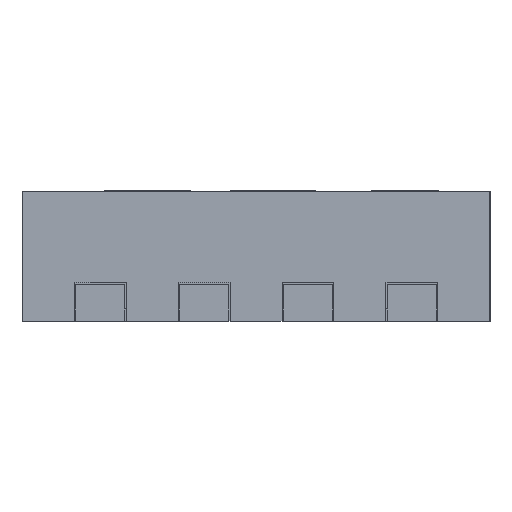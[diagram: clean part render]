
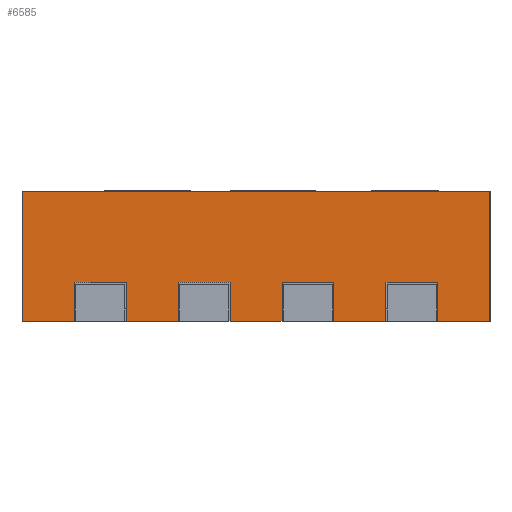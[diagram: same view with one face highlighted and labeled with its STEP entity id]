
A CAD part, left-side view. The second image highlights one B-rep face of the part: STEP entity #6585.
In plain terms, the highlighted planar face has unit normal (-1, 0, 0).
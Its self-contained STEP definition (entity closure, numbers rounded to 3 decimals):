
#23=DIRECTION('',(0.,-1.,0.));
#24=VECTOR('',#23,1.8);
#25=CARTESIAN_POINT('',(-1.3,0.9,0.5));
#26=LINE('',#25,#24);
#1098=DIRECTION('',(0.,0.,1.));
#1099=VECTOR('',#1098,0.15);
#1100=CARTESIAN_POINT('',(-1.3,-0.5,0.));
#1101=LINE('',#1100,#1099);
#1102=DIRECTION('',(0.,0.,1.));
#1103=VECTOR('',#1102,0.15);
#1104=CARTESIAN_POINT('',(-1.3,-0.3,0.));
#1105=LINE('',#1104,#1103);
#1106=DIRECTION('',(0.,-1.,0.));
#1107=VECTOR('',#1106,0.2);
#1108=CARTESIAN_POINT('',(-1.3,-0.1,0.15));
#1109=LINE('',#1108,#1107);
#1110=DIRECTION('',(0.,0.,1.));
#1111=VECTOR('',#1110,0.15);
#1112=CARTESIAN_POINT('',(-1.3,-0.1,0.));
#1113=LINE('',#1112,#1111);
#1114=DIRECTION('',(0.,0.,1.));
#1115=VECTOR('',#1114,0.15);
#1116=CARTESIAN_POINT('',(-1.3,0.1,0.));
#1117=LINE('',#1116,#1115);
#1118=DIRECTION('',(0.,-1.,0.));
#1119=VECTOR('',#1118,0.2);
#1120=CARTESIAN_POINT('',(-1.3,0.3,0.15));
#1121=LINE('',#1120,#1119);
#1122=DIRECTION('',(0.,0.,1.));
#1123=VECTOR('',#1122,0.15);
#1124=CARTESIAN_POINT('',(-1.3,0.3,0.));
#1125=LINE('',#1124,#1123);
#1126=DIRECTION('',(0.,0.,1.));
#1127=VECTOR('',#1126,0.15);
#1128=CARTESIAN_POINT('',(-1.3,0.5,0.));
#1129=LINE('',#1128,#1127);
#1130=DIRECTION('',(0.,-1.,0.));
#1131=VECTOR('',#1130,0.2);
#1132=CARTESIAN_POINT('',(-1.3,0.7,0.15));
#1133=LINE('',#1132,#1131);
#1134=DIRECTION('',(0.,0.,1.));
#1135=VECTOR('',#1134,0.15);
#1136=CARTESIAN_POINT('',(-1.3,0.7,0.));
#1137=LINE('',#1136,#1135);
#1138=DIRECTION('',(0.,0.,1.));
#1139=VECTOR('',#1138,0.5);
#1140=CARTESIAN_POINT('',(-1.3,0.9,0.));
#1141=LINE('',#1140,#1139);
#1142=DIRECTION('',(0.,0.,1.));
#1143=VECTOR('',#1142,0.15);
#1144=CARTESIAN_POINT('',(-1.3,-0.7,0.));
#1145=LINE('',#1144,#1143);
#1146=DIRECTION('',(0.,-1.,0.));
#1147=VECTOR('',#1146,0.2);
#1148=CARTESIAN_POINT('',(-1.3,-0.5,0.15));
#1149=LINE('',#1148,#1147);
#1194=DIRECTION('',(0.,-1.,0.));
#1195=VECTOR('',#1194,0.2);
#1196=CARTESIAN_POINT('',(-1.3,-0.7,0.));
#1197=LINE('',#1196,#1195);
#1398=DIRECTION('',(0.,-1.,0.));
#1399=VECTOR('',#1398,0.2);
#1400=CARTESIAN_POINT('',(-1.3,0.9,0.));
#1401=LINE('',#1400,#1399);
#1414=DIRECTION('',(0.,-1.,0.));
#1415=VECTOR('',#1414,0.2);
#1416=CARTESIAN_POINT('',(-1.3,0.5,0.));
#1417=LINE('',#1416,#1415);
#1430=DIRECTION('',(0.,-1.,0.));
#1431=VECTOR('',#1430,0.2);
#1432=CARTESIAN_POINT('',(-1.3,0.1,0.));
#1433=LINE('',#1432,#1431);
#1446=DIRECTION('',(0.,-1.,0.));
#1447=VECTOR('',#1446,0.2);
#1448=CARTESIAN_POINT('',(-1.3,-0.3,0.));
#1449=LINE('',#1448,#1447);
#1466=DIRECTION('',(0.,0.,1.));
#1467=VECTOR('',#1466,0.5);
#1468=CARTESIAN_POINT('',(-1.3,-0.9,0.));
#1469=LINE('',#1468,#1467);
#4656=CARTESIAN_POINT('',(-1.3,0.9,0.5));
#4657=CARTESIAN_POINT('',(-1.3,-0.9,0.5));
#4658=VERTEX_POINT('',#4656);
#4659=VERTEX_POINT('',#4657);
#4664=CARTESIAN_POINT('',(-1.3,0.9,0.));
#4665=VERTEX_POINT('',#4664);
#4666=CARTESIAN_POINT('',(-1.3,-0.9,0.));
#4667=VERTEX_POINT('',#4666);
#5290=CARTESIAN_POINT('',(-1.3,0.7,0.15));
#5291=VERTEX_POINT('',#5290);
#5294=CARTESIAN_POINT('',(-1.3,0.5,0.15));
#5295=VERTEX_POINT('',#5294);
#5310=CARTESIAN_POINT('',(-1.3,0.3,0.15));
#5311=VERTEX_POINT('',#5310);
#5314=CARTESIAN_POINT('',(-1.3,0.1,0.15));
#5315=VERTEX_POINT('',#5314);
#5330=CARTESIAN_POINT('',(-1.3,-0.1,0.15));
#5331=VERTEX_POINT('',#5330);
#5334=CARTESIAN_POINT('',(-1.3,-0.3,0.15));
#5335=VERTEX_POINT('',#5334);
#5350=CARTESIAN_POINT('',(-1.3,-0.5,0.15));
#5351=VERTEX_POINT('',#5350);
#5354=CARTESIAN_POINT('',(-1.3,-0.7,0.15));
#5355=VERTEX_POINT('',#5354);
#5358=CARTESIAN_POINT('',(-1.3,0.7,0.));
#5359=VERTEX_POINT('',#5358);
#5360=CARTESIAN_POINT('',(-1.3,0.5,0.));
#5361=VERTEX_POINT('',#5360);
#5362=CARTESIAN_POINT('',(-1.3,0.3,0.));
#5363=VERTEX_POINT('',#5362);
#5364=CARTESIAN_POINT('',(-1.3,0.1,0.));
#5365=VERTEX_POINT('',#5364);
#5366=CARTESIAN_POINT('',(-1.3,-0.1,0.));
#5367=VERTEX_POINT('',#5366);
#5368=CARTESIAN_POINT('',(-1.3,-0.3,0.));
#5369=VERTEX_POINT('',#5368);
#5370=CARTESIAN_POINT('',(-1.3,-0.5,0.));
#5371=VERTEX_POINT('',#5370);
#5372=CARTESIAN_POINT('',(-1.3,-0.7,0.));
#5373=VERTEX_POINT('',#5372);
#6539=CARTESIAN_POINT('',(-1.3,0.9,0.));
#6540=DIRECTION('',(-1.,0.,0.));
#6541=DIRECTION('',(0.,-1.,0.));
#6542=AXIS2_PLACEMENT_3D('',#6539,#6540,#6541);
#6543=PLANE('',#6542);
#6545=ORIENTED_EDGE('',*,*,#6544,.F.);
#6547=ORIENTED_EDGE('',*,*,#6546,.F.);
#6549=ORIENTED_EDGE('',*,*,#6548,.T.);
#6551=ORIENTED_EDGE('',*,*,#6550,.F.);
#6553=ORIENTED_EDGE('',*,*,#6552,.F.);
#6555=ORIENTED_EDGE('',*,*,#6554,.F.);
#6557=ORIENTED_EDGE('',*,*,#6556,.T.);
#6559=ORIENTED_EDGE('',*,*,#6558,.F.);
#6561=ORIENTED_EDGE('',*,*,#6560,.F.);
#6563=ORIENTED_EDGE('',*,*,#6562,.F.);
#6565=ORIENTED_EDGE('',*,*,#6564,.T.);
#6567=ORIENTED_EDGE('',*,*,#6566,.F.);
#6569=ORIENTED_EDGE('',*,*,#6568,.F.);
#6571=ORIENTED_EDGE('',*,*,#6570,.F.);
#6573=ORIENTED_EDGE('',*,*,#6572,.T.);
#6574=ORIENTED_EDGE('',*,*,#5916,.T.);
#6576=ORIENTED_EDGE('',*,*,#6575,.F.);
#6578=ORIENTED_EDGE('',*,*,#6577,.F.);
#6580=ORIENTED_EDGE('',*,*,#6579,.T.);
#6582=ORIENTED_EDGE('',*,*,#6581,.F.);
#6583=EDGE_LOOP('',(#6545,#6547,#6549,#6551,#6553,#6555,#6557,#6559,#6561,#6563,
#6565,#6567,#6569,#6571,#6573,#6574,#6576,#6578,#6580,#6582));
#6584=FACE_OUTER_BOUND('',#6583,.F.);
#5916=EDGE_CURVE('',#4658,#4659,#26,.T.);
#6544=EDGE_CURVE('',#5371,#5351,#1101,.T.);
#6546=EDGE_CURVE('',#5369,#5371,#1449,.T.);
#6548=EDGE_CURVE('',#5369,#5335,#1105,.T.);
#6550=EDGE_CURVE('',#5331,#5335,#1109,.T.);
#6552=EDGE_CURVE('',#5367,#5331,#1113,.T.);
#6554=EDGE_CURVE('',#5365,#5367,#1433,.T.);
#6556=EDGE_CURVE('',#5365,#5315,#1117,.T.);
#6558=EDGE_CURVE('',#5311,#5315,#1121,.T.);
#6560=EDGE_CURVE('',#5363,#5311,#1125,.T.);
#6562=EDGE_CURVE('',#5361,#5363,#1417,.T.);
#6564=EDGE_CURVE('',#5361,#5295,#1129,.T.);
#6566=EDGE_CURVE('',#5291,#5295,#1133,.T.);
#6568=EDGE_CURVE('',#5359,#5291,#1137,.T.);
#6570=EDGE_CURVE('',#4665,#5359,#1401,.T.);
#6572=EDGE_CURVE('',#4665,#4658,#1141,.T.);
#6575=EDGE_CURVE('',#4667,#4659,#1469,.T.);
#6577=EDGE_CURVE('',#5373,#4667,#1197,.T.);
#6579=EDGE_CURVE('',#5373,#5355,#1145,.T.);
#6581=EDGE_CURVE('',#5351,#5355,#1149,.T.);
#6585=ADVANCED_FACE('',(#6584),#6543,.T.);
